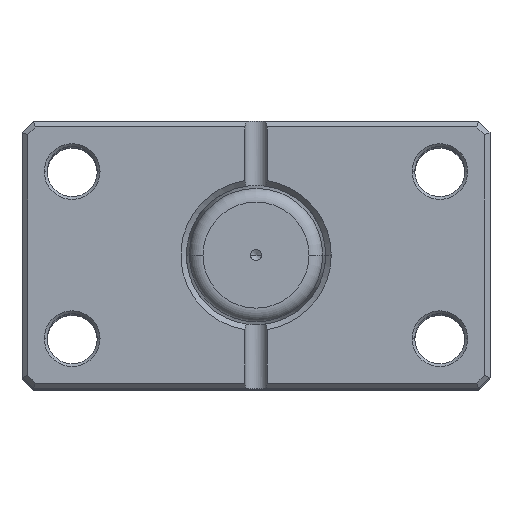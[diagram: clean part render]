
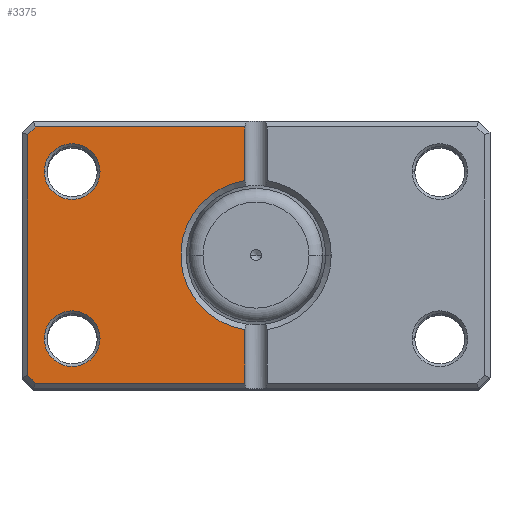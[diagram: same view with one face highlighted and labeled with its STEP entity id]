
A CAD part, top view. The second image highlights one B-rep face of the part: STEP entity #3375.
In plain terms, the highlighted face is planar.
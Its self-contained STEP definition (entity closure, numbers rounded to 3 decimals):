
#34 = CARTESIAN_POINT ( 'NONE',  ( 2., -23., 0. ) ) ;
#44 = EDGE_CURVE ( 'NONE', #2594, #192, #4856, .T. ) ;
#192 = VERTEX_POINT ( 'NONE', #3697 ) ;
#288 = LINE ( 'NONE', #310, #5325 ) ;
#307 = AXIS2_PLACEMENT_3D ( 'NONE', #1918, #2071, #2117 ) ;
#310 = CARTESIAN_POINT ( 'NONE',  ( 41., 0., 0. ) ) ;
#311 = ORIENTED_EDGE ( 'NONE', *, *, #2526, .T. ) ;
#315 = ORIENTED_EDGE ( 'NONE', *, *, #2580, .T. ) ;
#448 = LINE ( 'NONE', #832, #3080 ) ;
#515 = VERTEX_POINT ( 'NONE', #1388 ) ;
#618 = CIRCLE ( 'NONE', #4639, 13.5 ) ;
#641 = VERTEX_POINT ( 'NONE', #4788 ) ;
#745 = EDGE_CURVE ( 'NONE', #515, #3268, #3391, .T. ) ;
#750 = ORIENTED_EDGE ( 'NONE', *, *, #2547, .T. ) ;
#769 = DIRECTION ( 'NONE',  ( 0., 1., 0. ) ) ;
#832 = CARTESIAN_POINT ( 'NONE',  ( 31.293, 31.293, 0. ) ) ;
#913 = ORIENTED_EDGE ( 'NONE', *, *, #2560, .T. ) ;
#926 = CARTESIAN_POINT ( 'NONE',  ( 38., -15., 0. ) ) ;
#1032 = DIRECTION ( 'NONE',  ( 1., 0., 0. ) ) ;
#1266 = CARTESIAN_POINT ( 'NONE',  ( 39.586, 23., 0. ) ) ;
#1340 = CARTESIAN_POINT ( 'NONE',  ( 0., 0., 0. ) ) ;
#1352 = CARTESIAN_POINT ( 'NONE',  ( 39.586, -23., 0. ) ) ;
#1365 = DIRECTION ( 'NONE',  ( 0.707, -0.707, 0. ) ) ;
#1387 = CARTESIAN_POINT ( 'NONE',  ( 0., -23., 0. ) ) ;
#1388 = CARTESIAN_POINT ( 'NONE',  ( 28., -15., 0. ) ) ;
#1537 = LINE ( 'NONE', #1387, #5190 ) ;
#1703 = FACE_BOUND ( 'NONE', #4783, .T. ) ;
#1717 = LINE ( 'NONE', #5667, #4258 ) ;
#1778 = CARTESIAN_POINT ( 'NONE',  ( 41., 21.586, 0. ) ) ;
#1864 = DIRECTION ( 'NONE',  ( 0., 0., 1. ) ) ;
#1905 = DIRECTION ( 'NONE',  ( 1., 0., 0. ) ) ;
#1918 = CARTESIAN_POINT ( 'NONE',  ( 33., 15., 0. ) ) ;
#1953 = CARTESIAN_POINT ( 'NONE',  ( 28., 15., 0. ) ) ;
#2058 = VECTOR ( 'NONE', #2941, 1000. ) ;
#2071 = DIRECTION ( 'NONE',  ( 0., 0., 1. ) ) ;
#2117 = DIRECTION ( 'NONE',  ( 1., 0., 0. ) ) ;
#2124 = CARTESIAN_POINT ( 'NONE',  ( 2., -13.351, 0. ) ) ;
#2162 = EDGE_LOOP ( 'NONE', ( #3714, #2391 ) ) ;
#2264 = ORIENTED_EDGE ( 'NONE', *, *, #44, .T. ) ;
#2391 = ORIENTED_EDGE ( 'NONE', *, *, #2518, .T. ) ;
#2464 = DIRECTION ( 'NONE',  ( 0., -1., 0. ) ) ;
#2476 = VERTEX_POINT ( 'NONE', #4619 ) ;
#2518 = EDGE_CURVE ( 'NONE', #3268, #515, #5129, .T. ) ;
#2524 = EDGE_CURVE ( 'NONE', #192, #2594, #3907, .T. ) ;
#2526 = EDGE_CURVE ( 'NONE', #4540, #2899, #2713, .T. ) ;
#2535 = EDGE_CURVE ( 'NONE', #2899, #2476, #618, .T. ) ;
#2537 = EDGE_CURVE ( 'NONE', #2476, #641, #3359, .T. ) ;
#2545 = EDGE_CURVE ( 'NONE', #641, #4890, #4556, .T. ) ;
#2547 = EDGE_CURVE ( 'NONE', #4890, #3039, #448, .T. ) ;
#2560 = EDGE_CURVE ( 'NONE', #3039, #2960, #288, .T. ) ;
#2568 = EDGE_CURVE ( 'NONE', #2960, #5145, #1717, .T. ) ;
#2579 = ORIENTED_EDGE ( 'NONE', *, *, #2545, .T. ) ;
#2580 = EDGE_CURVE ( 'NONE', #5145, #4540, #1537, .T. ) ;
#2593 = ORIENTED_EDGE ( 'NONE', *, *, #2535, .T. ) ;
#2594 = VERTEX_POINT ( 'NONE', #1953 ) ;
#2713 = LINE ( 'NONE', #4229, #3774 ) ;
#2769 = FACE_OUTER_BOUND ( 'NONE', #4273, .T. ) ;
#2899 = VERTEX_POINT ( 'NONE', #2124 ) ;
#2905 = CARTESIAN_POINT ( 'NONE',  ( 33., 15., 0. ) ) ;
#2941 = DIRECTION ( 'NONE',  ( 1., 0., 0. ) ) ;
#2960 = VERTEX_POINT ( 'NONE', #5000 ) ;
#3039 = VERTEX_POINT ( 'NONE', #1778 ) ;
#3080 = VECTOR ( 'NONE', #1365, 1000. ) ;
#3268 = VERTEX_POINT ( 'NONE', #926 ) ;
#3357 = DIRECTION ( 'NONE',  ( 1., 0., 0. ) ) ;
#3359 = LINE ( 'NONE', #4267, #4399 ) ;
#3375 = ADVANCED_FACE ( 'NONE', ( #3962, #1703, #2769 ), #3563, .F. ) ;
#3378 = DIRECTION ( 'NONE',  ( 0., 1., 0. ) ) ;
#3391 = CIRCLE ( 'NONE', #4174, 5. ) ;
#3497 = CARTESIAN_POINT ( 'NONE',  ( 0., 0., 0. ) ) ;
#3563 = PLANE ( 'NONE',  #3691 ) ;
#3691 = AXIS2_PLACEMENT_3D ( 'NONE', #3497, #3999, #1032 ) ;
#3697 = CARTESIAN_POINT ( 'NONE',  ( 38., 15., 0. ) ) ;
#3714 = ORIENTED_EDGE ( 'NONE', *, *, #745, .T. ) ;
#3774 = VECTOR ( 'NONE', #769, 1000. ) ;
#3809 = ORIENTED_EDGE ( 'NONE', *, *, #2537, .T. ) ;
#3853 = DIRECTION ( 'NONE',  ( -1., 0., 0. ) ) ;
#3907 = CIRCLE ( 'NONE', #4718, 5. ) ;
#3962 = FACE_BOUND ( 'NONE', #2162, .T. ) ;
#3999 = DIRECTION ( 'NONE',  ( 0., 0., 1. ) ) ;
#4014 = ORIENTED_EDGE ( 'NONE', *, *, #2524, .T. ) ;
#4174 = AXIS2_PLACEMENT_3D ( 'NONE', #5724, #5754, #6117 ) ;
#4229 = CARTESIAN_POINT ( 'NONE',  ( 2., 24., 0. ) ) ;
#4258 = VECTOR ( 'NONE', #4290, 1000. ) ;
#4267 = CARTESIAN_POINT ( 'NONE',  ( 2., 24., 0. ) ) ;
#4273 = EDGE_LOOP ( 'NONE', ( #311, #2593, #3809, #2579, #750, #913, #5868, #315 ) ) ;
#4290 = DIRECTION ( 'NONE',  ( -0.707, -0.707, 0. ) ) ;
#4399 = VECTOR ( 'NONE', #3378, 1000. ) ;
#4540 = VERTEX_POINT ( 'NONE', #34 ) ;
#4556 = LINE ( 'NONE', #6102, #2058 ) ;
#4619 = CARTESIAN_POINT ( 'NONE',  ( 2., 13.351, 0. ) ) ;
#4639 = AXIS2_PLACEMENT_3D ( 'NONE', #1340, #4734, #1905 ) ;
#4692 = CARTESIAN_POINT ( 'NONE',  ( 33., -15., 0. ) ) ;
#4718 = AXIS2_PLACEMENT_3D ( 'NONE', #2905, #6063, #3357 ) ;
#4726 = AXIS2_PLACEMENT_3D ( 'NONE', #4692, #1864, #5154 ) ;
#4734 = DIRECTION ( 'NONE',  ( 0., 0., 1. ) ) ;
#4783 = EDGE_LOOP ( 'NONE', ( #2264, #4014 ) ) ;
#4788 = CARTESIAN_POINT ( 'NONE',  ( 2., 23., 0. ) ) ;
#4856 = CIRCLE ( 'NONE', #307, 5. ) ;
#4890 = VERTEX_POINT ( 'NONE', #1266 ) ;
#5000 = CARTESIAN_POINT ( 'NONE',  ( 41., -21.586, 0. ) ) ;
#5129 = CIRCLE ( 'NONE', #4726, 5. ) ;
#5145 = VERTEX_POINT ( 'NONE', #1352 ) ;
#5154 = DIRECTION ( 'NONE',  ( 1., 0., 0. ) ) ;
#5190 = VECTOR ( 'NONE', #3853, 1000. ) ;
#5325 = VECTOR ( 'NONE', #2464, 1000. ) ;
#5667 = CARTESIAN_POINT ( 'NONE',  ( 31.293, -31.293, 0. ) ) ;
#5724 = CARTESIAN_POINT ( 'NONE',  ( 33., -15., 0. ) ) ;
#5754 = DIRECTION ( 'NONE',  ( 0., 0., 1. ) ) ;
#5868 = ORIENTED_EDGE ( 'NONE', *, *, #2568, .T. ) ;
#6063 = DIRECTION ( 'NONE',  ( 0., 0., 1. ) ) ;
#6102 = CARTESIAN_POINT ( 'NONE',  ( 0., 23., 0. ) ) ;
#6117 = DIRECTION ( 'NONE',  ( 1., 0., 0. ) ) ;
